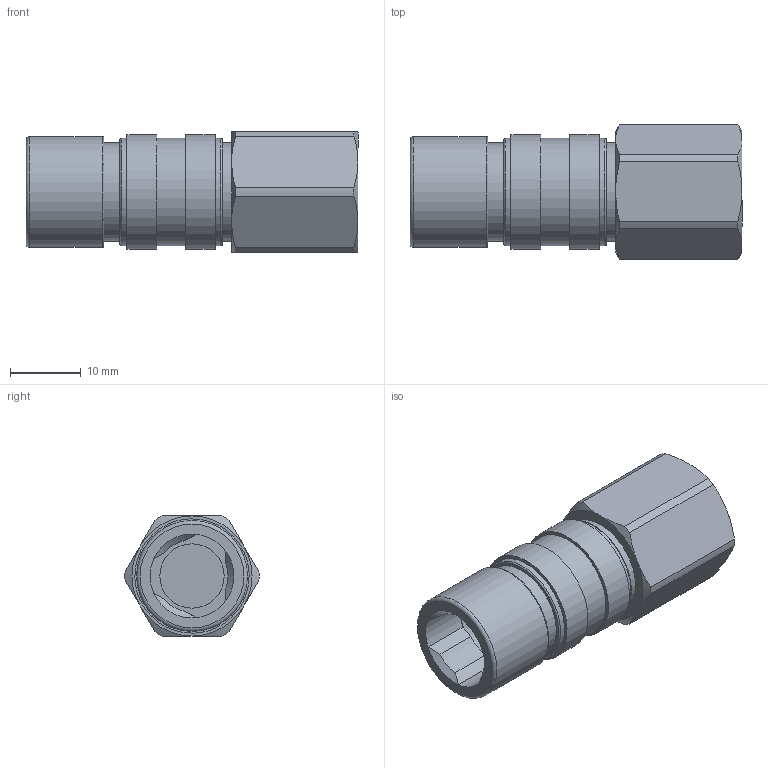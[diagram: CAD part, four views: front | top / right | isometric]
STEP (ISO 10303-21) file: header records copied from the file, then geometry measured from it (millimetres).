
FILE_DESCRIPTION(/* description */ (''),/* implementation_level */ '2;1');
FILE_NAME(/* name */ 'kdgi_14_nw5-brc.stp',/* time_stamp */ '2017-12-04T14:01:20+01:00',/* author */ ('Hamoud'),/* organization */ (''),/* preprocessor_version */ 'ST-DEVELOPER v15.6',/* originating_system */ 'Autodesk Inventor LT ',/* authorisation */ '');
FILE_SCHEMA (('AUTOMOTIVE_DESIGN { 1 0 10303 214 3 1 1 }'));
Length unit declared in the file: millimetre
Products named in the file (1): kdgi_14_nw5-brc
Bounding box: 47 x 19 x 17 mm (x, y, z)
Volume: 6858 mm3; surface area: 4347.8 mm2
Topology: 1 solids, 1 shells, 71 faces, 147 edges, 91 vertices
Faces by surface type: plane 27, cylinder 24, cone 16, torus 4
Full cylindrical faces by diameter (mm): 8 x1, 9.1 x1, 11.445 x1, 12 x1, 13.9 x1, 14 x1, 15.2 x3, 15.7 x1, 16.2 x2
Entity records: 1868 total; most frequent: CARTESIAN_POINT 349, DIRECTION 310, ORIENTED_EDGE 256, AXIS2_PLACEMENT_3D 140, EDGE_CURVE 128, EDGE_LOOP 101, VERTEX_POINT 89, FACE_OUTER_BOUND 71
